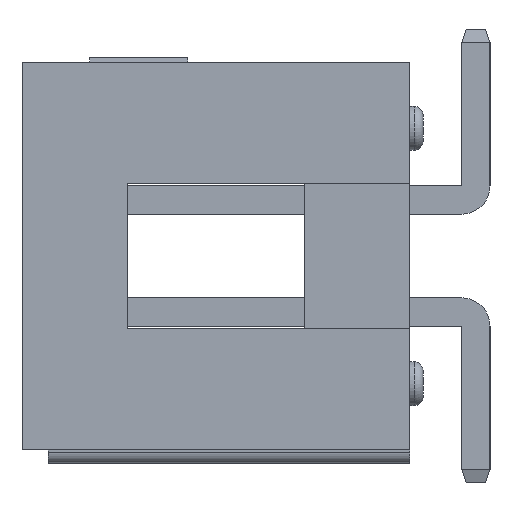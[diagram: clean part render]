
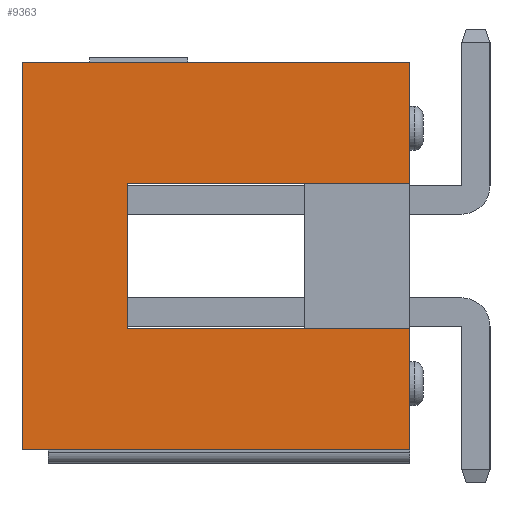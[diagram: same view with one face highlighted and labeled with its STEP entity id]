
A CAD part, left-side view. The second image highlights one B-rep face of the part: STEP entity #9363.
In plain terms, the highlighted planar face has unit normal (-1, 0, 0).
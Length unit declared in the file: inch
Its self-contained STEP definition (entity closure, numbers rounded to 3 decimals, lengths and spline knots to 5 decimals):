
#371 = VECTOR ( 'NONE', #5078, 39.37008 ) ;
#425 = CARTESIAN_POINT ( 'NONE',  ( -0.74764, 0., -0.34646 ) ) ;
#681 = VECTOR ( 'NONE', #3072, 39.37008 ) ;
#691 = LINE ( 'NONE', #9917, #13846 ) ;
#777 = ORIENTED_EDGE ( 'NONE', *, *, #10398, .F. ) ;
#1125 = DIRECTION ( 'NONE',  ( 1., 0., 0. ) ) ;
#1344 = ORIENTED_EDGE ( 'NONE', *, *, #16632, .F. ) ;
#3072 = DIRECTION ( 'NONE',  ( 0., -1., 0. ) ) ;
#3734 = VERTEX_POINT ( 'NONE', #4121 ) ;
#3924 = LINE ( 'NONE', #7353, #13659 ) ;
#4121 = CARTESIAN_POINT ( 'NONE',  ( -0.74764, 0., 0. ) ) ;
#4929 = ORIENTED_EDGE ( 'NONE', *, *, #9845, .F. ) ;
#4965 = CARTESIAN_POINT ( 'NONE',  ( -0.74764, 0., -0.10827 ) ) ;
#5078 = DIRECTION ( 'NONE',  ( 0., 1., 0. ) ) ;
#5372 = EDGE_CURVE ( 'NONE', #3734, #12779, #9106, .T. ) ;
#5982 = VERTEX_POINT ( 'NONE', #12595 ) ;
#6220 = CARTESIAN_POINT ( 'NONE',  ( -0.74764, -1.82403, 0. ) ) ;
#6312 = CARTESIAN_POINT ( 'NONE',  ( -0.74764, 0., -0.10827 ) ) ;
#6407 = VERTEX_POINT ( 'NONE', #7443 ) ;
#7251 = VECTOR ( 'NONE', #10748, 39.37008 ) ;
#7257 = VERTEX_POINT ( 'NONE', #7930 ) ;
#7353 = CARTESIAN_POINT ( 'NONE',  ( -0.74764, 0.34646, -0.34646 ) ) ;
#7359 = FACE_OUTER_BOUND ( 'NONE', #8533, .T. ) ;
#7443 = CARTESIAN_POINT ( 'NONE',  ( -0.74764, 0., -0.23819 ) ) ;
#7489 = CARTESIAN_POINT ( 'NONE',  ( -0.74764, -1.82403, 0. ) ) ;
#7588 = DIRECTION ( 'NONE',  ( 0., 0., -1. ) ) ;
#7797 = CARTESIAN_POINT ( 'NONE',  ( -0.74764, 0.34646, -0.34646 ) ) ;
#7863 = LINE ( 'NONE', #6220, #12902 ) ;
#7930 = CARTESIAN_POINT ( 'NONE',  ( -0.74764, 0.25197, -0.23819 ) ) ;
#8533 = EDGE_LOOP ( 'NONE', ( #9910, #4929, #15709, #14700, #9085, #12854, #777, #1344 ) ) ;
#9073 = VECTOR ( 'NONE', #13986, 39.37008 ) ;
#9085 = ORIENTED_EDGE ( 'NONE', *, *, #5372, .F. ) ;
#9106 = LINE ( 'NONE', #4965, #12551 ) ;
#9363 = ADVANCED_FACE ( 'NONE', ( #7359 ), #16424, .F. ) ;
#9833 = VERTEX_POINT ( 'NONE', #425 ) ;
#9845 = EDGE_CURVE ( 'NONE', #7257, #6407, #10934, .T. ) ;
#9875 = DIRECTION ( 'NONE',  ( 0., 0., 1. ) ) ;
#9893 = CARTESIAN_POINT ( 'NONE',  ( -0.74764, 0.34646, 0. ) ) ;
#9910 = ORIENTED_EDGE ( 'NONE', *, *, #16257, .F. ) ;
#9917 = CARTESIAN_POINT ( 'NONE',  ( -0.74764, 0.25197, 0. ) ) ;
#9949 = CARTESIAN_POINT ( 'NONE',  ( -0.74764, -1.82403, -0.10827 ) ) ;
#10398 = EDGE_CURVE ( 'NONE', #15556, #13855, #3924, .T. ) ;
#10748 = DIRECTION ( 'NONE',  ( 0., 0., -1. ) ) ;
#10934 = LINE ( 'NONE', #11983, #681 ) ;
#11114 = EDGE_CURVE ( 'NONE', #5982, #7257, #691, .T. ) ;
#11756 = CARTESIAN_POINT ( 'NONE',  ( -0.74764, 0.34646, -0.34646 ) ) ;
#11860 = LINE ( 'NONE', #7797, #371 ) ;
#11983 = CARTESIAN_POINT ( 'NONE',  ( -0.74764, -1.82403, -0.23819 ) ) ;
#12261 = CARTESIAN_POINT ( 'NONE',  ( -0.74764, 0., -0.10827 ) ) ;
#12551 = VECTOR ( 'NONE', #7588, 39.37008 ) ;
#12595 = CARTESIAN_POINT ( 'NONE',  ( -0.74764, 0.25197, -0.10827 ) ) ;
#12621 = DIRECTION ( 'NONE',  ( 0., 0., -1. ) ) ;
#12779 = VERTEX_POINT ( 'NONE', #6312 ) ;
#12854 = ORIENTED_EDGE ( 'NONE', *, *, #15928, .F. ) ;
#12902 = VECTOR ( 'NONE', #16572, 39.37008 ) ;
#13659 = VECTOR ( 'NONE', #9875, 39.37008 ) ;
#13745 = LINE ( 'NONE', #9949, #9073 ) ;
#13846 = VECTOR ( 'NONE', #12621, 39.37008 ) ;
#13855 = VERTEX_POINT ( 'NONE', #9893 ) ;
#13986 = DIRECTION ( 'NONE',  ( 0., 1., 0. ) ) ;
#14002 = DIRECTION ( 'NONE',  ( 0., 0., -1. ) ) ;
#14007 = EDGE_CURVE ( 'NONE', #12779, #5982, #13745, .T. ) ;
#14291 = AXIS2_PLACEMENT_3D ( 'NONE', #7489, #1125, #14002 ) ;
#14700 = ORIENTED_EDGE ( 'NONE', *, *, #14007, .F. ) ;
#15153 = LINE ( 'NONE', #12261, #7251 ) ;
#15556 = VERTEX_POINT ( 'NONE', #11756 ) ;
#15709 = ORIENTED_EDGE ( 'NONE', *, *, #11114, .F. ) ;
#15928 = EDGE_CURVE ( 'NONE', #13855, #3734, #7863, .T. ) ;
#16257 = EDGE_CURVE ( 'NONE', #6407, #9833, #15153, .T. ) ;
#16424 = PLANE ( 'NONE',  #14291 ) ;
#16572 = DIRECTION ( 'NONE',  ( 0., -1., 0. ) ) ;
#16632 = EDGE_CURVE ( 'NONE', #9833, #15556, #11860, .T. ) ;
